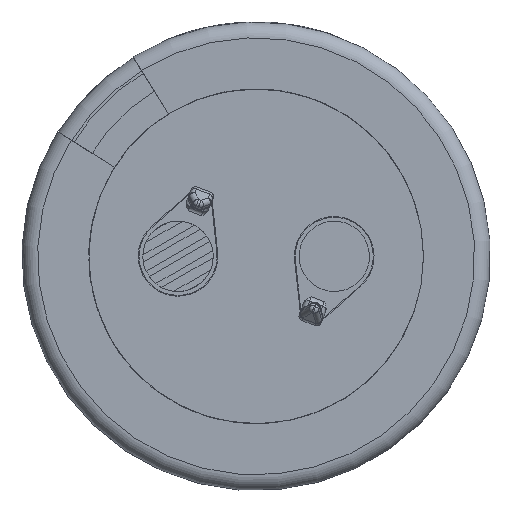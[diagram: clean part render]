
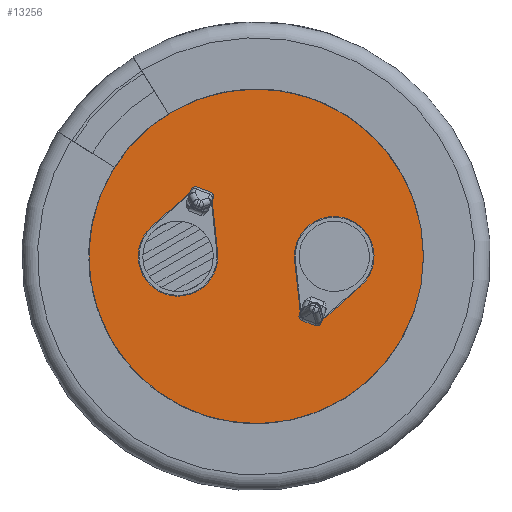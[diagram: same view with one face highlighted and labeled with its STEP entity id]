
A CAD part, front view. The second image highlights one B-rep face of the part: STEP entity #13256.
In plain terms, the highlighted planar face has unit normal (0, -1, 0).
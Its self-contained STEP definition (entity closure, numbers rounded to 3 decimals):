
#1419=LINE('',#16268,#1647);
#1420=LINE('',#16271,#1648);
#1421=LINE('',#16273,#1649);
#1422=LINE('',#16276,#1650);
#1423=LINE('',#16279,#1651);
#1424=LINE('',#16281,#1652);
#1647=VECTOR('',#14661,1000.);
#1648=VECTOR('',#14662,1000.);
#1649=VECTOR('',#14663,1000.);
#1650=VECTOR('',#14666,1000.);
#1651=VECTOR('',#14667,1000.);
#1652=VECTOR('',#14668,1000.);
#1922=ORIENTED_EDGE('',*,*,#4825,.T.);
#1923=ORIENTED_EDGE('',*,*,#4826,.F.);
#1924=ORIENTED_EDGE('',*,*,#4827,.F.);
#1925=ORIENTED_EDGE('',*,*,#4828,.F.);
#1926=ORIENTED_EDGE('',*,*,#4829,.F.);
#1927=ORIENTED_EDGE('',*,*,#4830,.T.);
#1928=ORIENTED_EDGE('',*,*,#4831,.T.);
#1929=ORIENTED_EDGE('',*,*,#4832,.T.);
#1930=ORIENTED_EDGE('',*,*,#4833,.T.);
#4825=EDGE_CURVE('',#6272,#6272,#7180,.T.);
#4826=EDGE_CURVE('',#6273,#6274,#1419,.T.);
#4827=EDGE_CURVE('',#6275,#6273,#1420,.T.);
#4828=EDGE_CURVE('',#6276,#6275,#1421,.T.);
#4829=EDGE_CURVE('',#6274,#6276,#7181,.T.);
#4830=EDGE_CURVE('',#6277,#6278,#1422,.T.);
#4831=EDGE_CURVE('',#6278,#6279,#1423,.T.);
#4832=EDGE_CURVE('',#6279,#6280,#1424,.T.);
#4833=EDGE_CURVE('',#6280,#6277,#7182,.T.);
#6272=VERTEX_POINT('',#16267);
#6273=VERTEX_POINT('',#16269);
#6274=VERTEX_POINT('',#16270);
#6275=VERTEX_POINT('',#16272);
#6276=VERTEX_POINT('',#16274);
#6277=VERTEX_POINT('',#16277);
#6278=VERTEX_POINT('',#16278);
#6279=VERTEX_POINT('',#16280);
#6280=VERTEX_POINT('',#16282);
#7180=CIRCLE('',#13895,12.429);
#7181=CIRCLE('',#13896,2.55);
#7182=CIRCLE('',#13897,2.55);
#7346=EDGE_LOOP('',(#1922));
#7347=EDGE_LOOP('',(#1923,#1924,#1925,#1926));
#7348=EDGE_LOOP('',(#1927,#1928,#1929,#1930));
#8047=FACE_BOUND('',#7346,.T.);
#8048=FACE_BOUND('',#7347,.T.);
#8049=FACE_BOUND('',#7348,.T.);
#8742=PLANE('',#13894);
#13256=ADVANCED_FACE('',(#8047,#8048,#8049),#8742,.T.);
#13894=AXIS2_PLACEMENT_3D('',#16265,#14657,#14658);
#13895=AXIS2_PLACEMENT_3D('',#16266,#14659,#14660);
#13896=AXIS2_PLACEMENT_3D('',#16275,#14664,#14665);
#13897=AXIS2_PLACEMENT_3D('',#16283,#14669,#14670);
#14657=DIRECTION('',(0.,-1.,0.));
#14658=DIRECTION('',(1.,0.,0.));
#14659=DIRECTION('',(0.,-1.,0.));
#14660=DIRECTION('',(1.,0.,0.));
#14661=DIRECTION('',(-0.748,0.,-0.664));
#14662=DIRECTION('',(-0.933,0.,0.36));
#14663=DIRECTION('',(-0.108,0.,0.994));
#14664=DIRECTION('',(0.,-1.,0.));
#14665=DIRECTION('',(0.,0.,1.));
#14666=DIRECTION('',(-0.748,0.,-0.664));
#14667=DIRECTION('',(-0.933,0.,0.36));
#14668=DIRECTION('',(-0.108,0.,0.994));
#14669=DIRECTION('',(0.,1.,0.));
#14670=DIRECTION('',(0.,0.,-1.));
#16265=CARTESIAN_POINT('',(0.,0.,0.));
#16266=CARTESIAN_POINT('',(0.,0.,0.));
#16267=CARTESIAN_POINT('',(12.429,0.,0.));
#16268=CARTESIAN_POINT('',(-4.27,0.,4.059));
#16269=CARTESIAN_POINT('',(-4.27,0.,4.059));
#16270=CARTESIAN_POINT('',(-6.694,0.,1.906));
#16271=CARTESIAN_POINT('',(-2.814,0.,3.497));
#16272=CARTESIAN_POINT('',(-2.814,0.,3.497));
#16273=CARTESIAN_POINT('',(-2.465,0.,0.274));
#16274=CARTESIAN_POINT('',(-2.465,0.,0.274));
#16275=CARTESIAN_POINT('',(-5.,0.,0.));
#16276=CARTESIAN_POINT('',(6.694,0.,-1.906));
#16277=CARTESIAN_POINT('',(6.694,0.,-1.906));
#16278=CARTESIAN_POINT('',(4.27,0.,-4.059));
#16279=CARTESIAN_POINT('',(4.27,0.,-4.059));
#16280=CARTESIAN_POINT('',(2.814,0.,-3.497));
#16281=CARTESIAN_POINT('',(2.814,0.,-3.497));
#16282=CARTESIAN_POINT('',(2.465,0.,-0.274));
#16283=CARTESIAN_POINT('',(5.,0.,0.));
